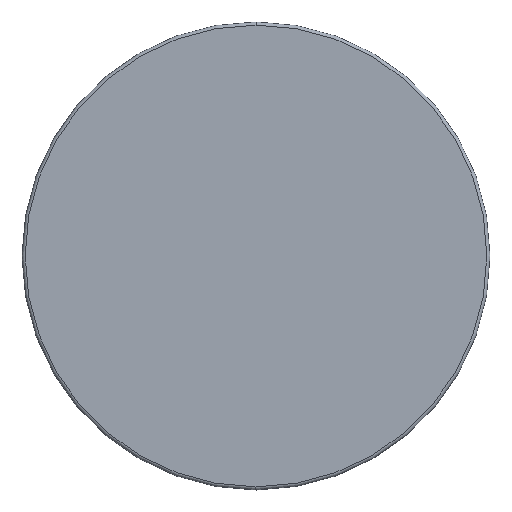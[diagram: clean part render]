
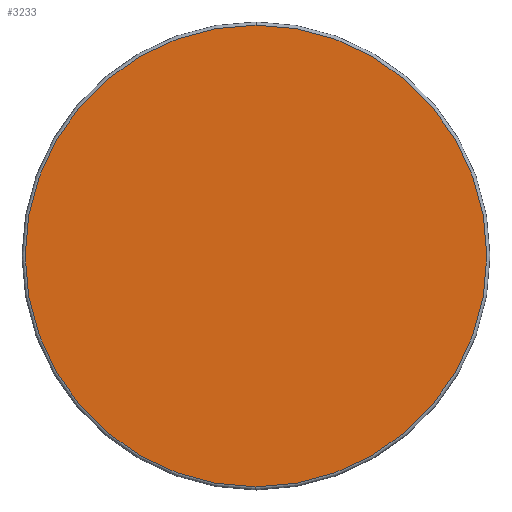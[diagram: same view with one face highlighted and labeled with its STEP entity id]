
A CAD part, top view. The second image highlights one B-rep face of the part: STEP entity #3233.
In plain terms, the highlighted planar face has unit normal (0, 0, 1).
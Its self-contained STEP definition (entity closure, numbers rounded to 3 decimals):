
#855=CARTESIAN_POINT('',(0.,0.,56.5));
#856=DIRECTION('',(0.,0.,1.));
#857=DIRECTION('',(0.,1.,0.));
#858=AXIS2_PLACEMENT_3D('',#855,#856,#857);
#860=CARTESIAN_POINT('',(0.,0.,56.5));
#861=DIRECTION('',(0.,0.,1.));
#862=DIRECTION('',(0.,-1.,0.));
#863=AXIS2_PLACEMENT_3D('',#860,#861,#862);
#943=CARTESIAN_POINT('',(0.,14.55,56.5));
#944=CARTESIAN_POINT('',(0.,-14.55,56.5));
#945=VERTEX_POINT('',#943);
#946=VERTEX_POINT('',#944);
#3223=CARTESIAN_POINT('',(0.,0.,56.5));
#3224=DIRECTION('',(0.,0.,1.));
#3225=DIRECTION('',(0.,1.,0.));
#3226=AXIS2_PLACEMENT_3D('',#3223,#3224,#3225);
#3227=PLANE('',#3226);
#3228=ORIENTED_EDGE('',*,*,#3213,.F.);
#3230=ORIENTED_EDGE('',*,*,#3229,.F.);
#3231=EDGE_LOOP('',(#3228,#3230));
#3232=FACE_OUTER_BOUND('',#3231,.F.);
#3233=ADVANCED_FACE('',(#3232),#3227,.T.);
#859=CIRCLE('',#858,14.55);
#864=CIRCLE('',#863,14.55);
#3213=EDGE_CURVE('',#945,#946,#859,.T.);
#3229=EDGE_CURVE('',#946,#945,#864,.T.);
